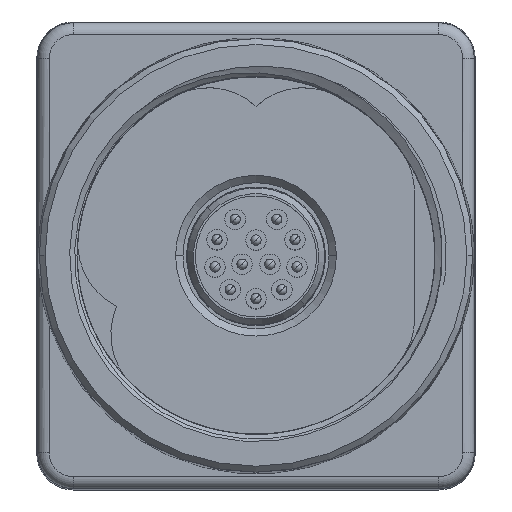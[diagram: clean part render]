
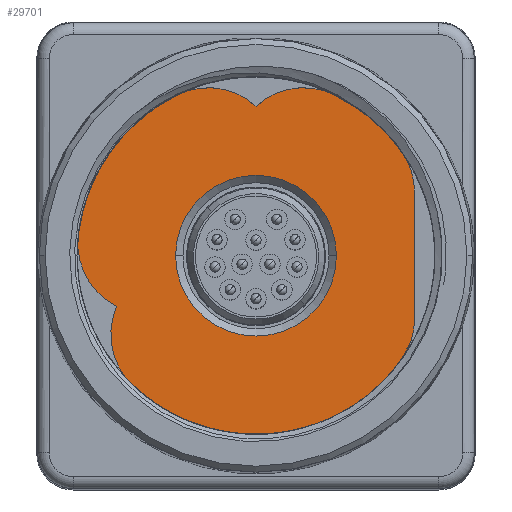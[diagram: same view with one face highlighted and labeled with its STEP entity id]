
A CAD part, top view. The second image highlights one B-rep face of the part: STEP entity #29701.
In plain terms, the highlighted planar face has unit normal (0, 0, 1).
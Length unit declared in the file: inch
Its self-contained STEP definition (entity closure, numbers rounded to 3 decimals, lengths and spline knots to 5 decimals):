
#9431=CARTESIAN_POINT('',(-0.12854,0.26232,
0.21063));
#9432=DIRECTION('',(0.,0.,1.));
#9433=DIRECTION('',(0.676,0.737,0.));
#9434=AXIS2_PLACEMENT_3D('',#9431,#9432,#9433);
#9436=CARTESIAN_POINT('',(0.12854,0.26232,
0.21063));
#9437=DIRECTION('',(0.,0.,1.));
#9438=DIRECTION('',(0.44,0.898,0.));
#9439=AXIS2_PLACEMENT_3D('',#9436,#9437,#9438);
#9441=CARTESIAN_POINT('',(0.,0.,0.21063));
#9442=DIRECTION('',(0.,0.,1.));
#9443=DIRECTION('',(0.811,0.585,0.));
#9444=AXIS2_PLACEMENT_3D('',#9441,#9442,#9443);
#9446=CARTESIAN_POINT('',(0.23701,0.17078,
0.21063));
#9447=DIRECTION('',(0.,0.,1.));
#9448=DIRECTION('',(1.,0.,0.));
#9449=AXIS2_PLACEMENT_3D('',#9446,#9447,#9448);
#9451=DIRECTION('',(0.,-1.,0.));
#9452=VECTOR('',#9451,0.34155);
#9453=CARTESIAN_POINT('',(0.42717,0.17078,
0.21063));
#9454=LINE('',#9453,#9452);
#9455=CARTESIAN_POINT('',(0.23701,-0.17078,
0.21063));
#9456=DIRECTION('',(0.,0.,1.));
#9457=DIRECTION('',(0.811,-0.585,0.));
#9458=AXIS2_PLACEMENT_3D('',#9455,#9456,#9457);
#9460=CARTESIAN_POINT('',(0.,0.,0.21063));
#9461=DIRECTION('',(0.,0.,1.));
#9462=DIRECTION('',(-0.688,-0.726,0.));
#9463=AXIS2_PLACEMENT_3D('',#9460,#9461,#9462);
#9465=CARTESIAN_POINT('',(-0.20093,-0.21205,
0.21063));
#9466=DIRECTION('',(0.,0.,1.));
#9467=DIRECTION('',(-0.918,0.396,0.));
#9468=AXIS2_PLACEMENT_3D('',#9465,#9466,#9467);
#9470=CARTESIAN_POINT('',(-0.29022,0.03329,
0.21063));
#9471=DIRECTION('',(0.,0.,1.));
#9472=DIRECTION('',(-0.993,0.114,0.));
#9473=AXIS2_PLACEMENT_3D('',#9470,#9471,#9472);
#9475=CARTESIAN_POINT('',(0.,0.,0.21063));
#9476=DIRECTION('',(0.,0.,1.));
#9477=DIRECTION('',(-0.44,0.898,0.));
#9478=AXIS2_PLACEMENT_3D('',#9475,#9476,#9477);
#9527=CARTESIAN_POINT('',(0.,0.,0.21063));
#9528=DIRECTION('',(0.,0.,1.));
#9529=DIRECTION('',(1.,0.,0.));
#9530=AXIS2_PLACEMENT_3D('',#9527,#9528,#9529);
#9545=CARTESIAN_POINT('',(0.,0.,0.21063));
#9546=DIRECTION('',(0.,0.,1.));
#9547=DIRECTION('',(-1.,0.,0.));
#9548=AXIS2_PLACEMENT_3D('',#9545,#9546,#9547);
#17737=CARTESIAN_POINT('',(0.,0.40245,0.21063));
#17738=CARTESIAN_POINT('',(-0.21222,0.43308,
0.21063));
#17739=VERTEX_POINT('',#17737);
#17740=VERTEX_POINT('',#17738);
#17741=CARTESIAN_POINT('',(0.21222,0.43308,
0.21063));
#17742=VERTEX_POINT('',#17741);
#17743=CARTESIAN_POINT('',(0.42717,0.17078,
0.21063));
#17744=CARTESIAN_POINT('',(0.42717,-0.17078,
0.21063));
#17745=VERTEX_POINT('',#17743);
#17746=VERTEX_POINT('',#17744);
#17759=CARTESIAN_POINT('',(-0.33172,-0.35008,
0.21063));
#17760=CARTESIAN_POINT('',(0.39129,-0.28194,
0.21063));
#17761=VERTEX_POINT('',#17759);
#17762=VERTEX_POINT('',#17760);
#17763=CARTESIAN_POINT('',(0.39129,0.28194,
0.21063));
#17764=VERTEX_POINT('',#17763);
#17765=CARTESIAN_POINT('',(-0.47914,0.05495,
0.21063));
#17766=VERTEX_POINT('',#17765);
#17769=CARTESIAN_POINT('',(-0.37551,-0.13667,
0.21063));
#17770=VERTEX_POINT('',#17769);
#17777=CARTESIAN_POINT('',(-0.21654,0.,0.21063));
#17778=CARTESIAN_POINT('',(0.21654,0.,0.21063));
#17779=VERTEX_POINT('',#17777);
#17780=VERTEX_POINT('',#17778);
#29672=CARTESIAN_POINT('',(0.,0.,0.21063));
#29673=DIRECTION('',(0.,0.,1.));
#29674=DIRECTION('',(-1.,0.,0.));
#29675=AXIS2_PLACEMENT_3D('',#29672,#29673,#29674);
#29676=PLANE('',#29675);
#29678=ORIENTED_EDGE('',*,*,#29677,.F.);
#29680=ORIENTED_EDGE('',*,*,#29679,.F.);
#29681=ORIENTED_EDGE('',*,*,#29624,.F.);
#29683=ORIENTED_EDGE('',*,*,#29682,.F.);
#29685=ORIENTED_EDGE('',*,*,#29684,.T.);
#29686=ORIENTED_EDGE('',*,*,#29663,.F.);
#29687=ORIENTED_EDGE('',*,*,#28600,.F.);
#29689=ORIENTED_EDGE('',*,*,#29688,.F.);
#29691=ORIENTED_EDGE('',*,*,#29690,.F.);
#29692=ORIENTED_EDGE('',*,*,#29632,.F.);
#29693=EDGE_LOOP('',(#29678,#29680,#29681,#29683,#29685,#29686,#29687,#29689,
#29691,#29692));
#29694=FACE_OUTER_BOUND('',#29693,.F.);
#29696=ORIENTED_EDGE('',*,*,#29695,.T.);
#29698=ORIENTED_EDGE('',*,*,#29697,.T.);
#29699=EDGE_LOOP('',(#29696,#29698));
#29700=FACE_BOUND('',#29699,.F.);
#29701=ADVANCED_FACE('',(#29694,#29700),#29676,.T.);
#9435=CIRCLE('',#9434,0.19016);
#9440=CIRCLE('',#9439,0.19016);
#9445=CIRCLE('',#9444,0.48228);
#9450=CIRCLE('',#9449,0.19016);
#9459=CIRCLE('',#9458,0.19016);
#9464=CIRCLE('',#9463,0.48228);
#9469=CIRCLE('',#9468,0.19016);
#9474=CIRCLE('',#9473,0.19016);
#9479=CIRCLE('',#9478,0.48228);
#9531=CIRCLE('',#9530,0.21654);
#9549=CIRCLE('',#9548,0.21654);
#28600=EDGE_CURVE('',#17761,#17762,#9464,.T.);
#29624=EDGE_CURVE('',#17764,#17742,#9445,.T.);
#29632=EDGE_CURVE('',#17740,#17766,#9479,.T.);
#29663=EDGE_CURVE('',#17762,#17746,#9459,.T.);
#29677=EDGE_CURVE('',#17739,#17740,#9435,.T.);
#29679=EDGE_CURVE('',#17742,#17739,#9440,.T.);
#29682=EDGE_CURVE('',#17745,#17764,#9450,.T.);
#29684=EDGE_CURVE('',#17745,#17746,#9454,.T.);
#29688=EDGE_CURVE('',#17770,#17761,#9469,.T.);
#29690=EDGE_CURVE('',#17766,#17770,#9474,.T.);
#29695=EDGE_CURVE('',#17780,#17779,#9531,.T.);
#29697=EDGE_CURVE('',#17779,#17780,#9549,.T.);
